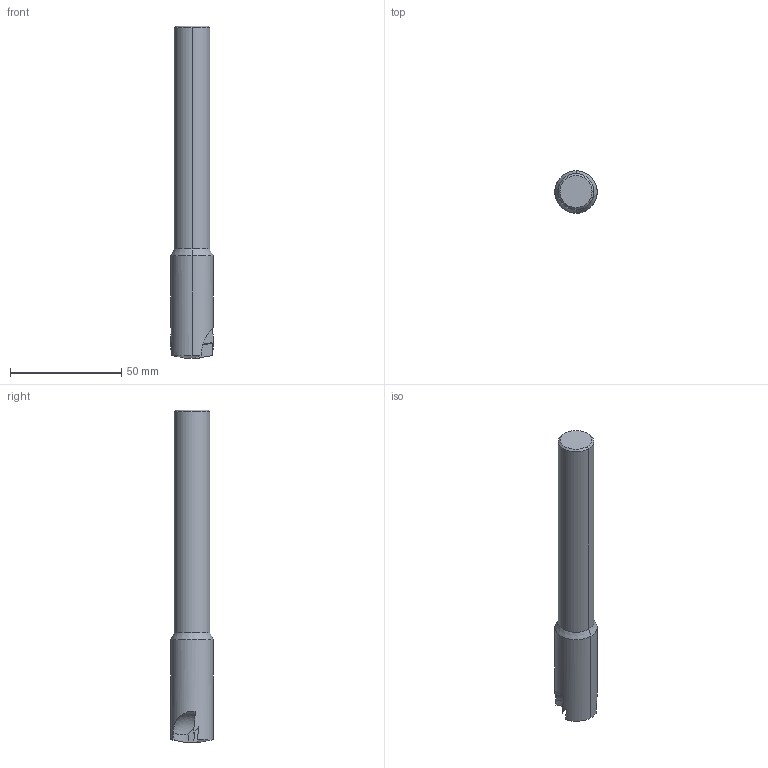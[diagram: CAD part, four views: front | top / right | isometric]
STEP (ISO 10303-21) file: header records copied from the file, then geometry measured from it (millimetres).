
FILE_DESCRIPTION(('no description'),'unknown implementation level');
FILE_NAME('solidYkTCVxxIdtJodRQHi7h_KC6zYPI_1.STP',' ',('CIM GmbH Aachen'),('CADClick - KiM GmbH - www.kimweb.de'),'unknown preprocess','ACIS','unknown authorization');
FILE_SCHEMA(('automotive_design'));
Length unit declared in the file: millimetre
Products named in the file (1): 1
Bounding box: 19.01 x 19.01 x 148.9 mm (x, y, z)
Volume: 32288.5 mm3; surface area: 8513.5 mm2
Topology: 1 solids, 1 shells, 45 faces, 121 edges, 78 vertices
Faces by surface type: plane 19, cylinder 16, cone 8, torus 2
Entity records: 3117 total; most frequent: CARTESIAN_POINT 610, STYLED_ITEM 245, PRESENTATION_STYLE_ASSIGNMENT 245, COLOUR_RGB 245, ORIENTED_EDGE 242, DIRECTION 239, EDGE_CURVE 121, CURVE_STYLE 121
